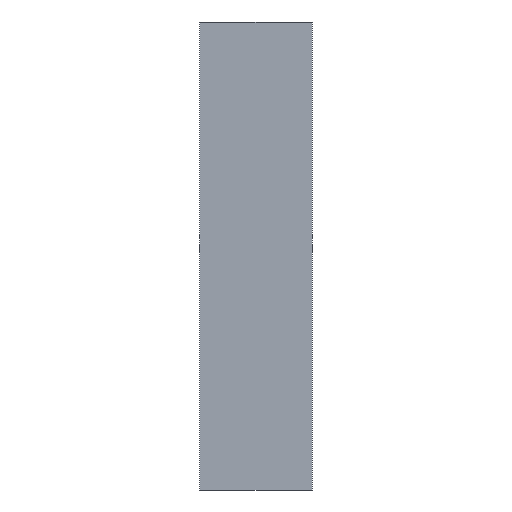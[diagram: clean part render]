
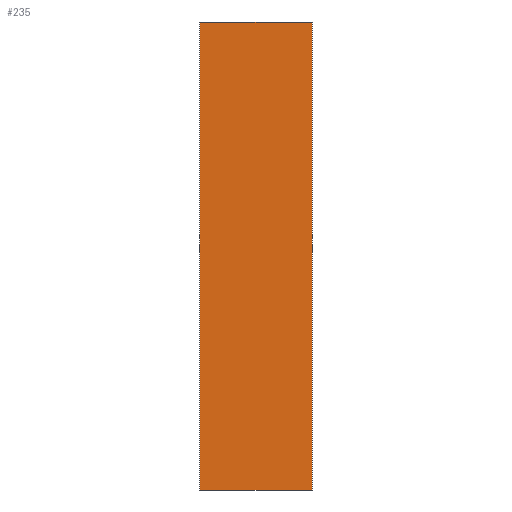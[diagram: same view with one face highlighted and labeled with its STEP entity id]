
A CAD part, front view. The second image highlights one B-rep face of the part: STEP entity #235.
In plain terms, the highlighted planar face has unit normal (0, -1, 0).
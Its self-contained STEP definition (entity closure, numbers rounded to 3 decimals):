
#2 = DIRECTION ( 'NONE',  ( 0., 0., -1. ) ) ;
#3 = DIRECTION ( 'NONE',  ( 0., -1., 0. ) ) ;
#8 = PLANE ( 'NONE',  #115 ) ;
#13 = CARTESIAN_POINT ( 'NONE',  ( 0., 0., -270. ) ) ;
#23 = DIRECTION ( 'NONE',  ( -1., 0., 0. ) ) ;
#24 = CARTESIAN_POINT ( 'NONE',  ( 0., 0., -270. ) ) ;
#27 = DIRECTION ( 'NONE',  ( 1., 0., 0. ) ) ;
#28 = CARTESIAN_POINT ( 'NONE',  ( 0., 0., 0. ) ) ;
#32 = DIRECTION ( 'NONE',  ( 0., 0., -1. ) ) ;
#33 = CARTESIAN_POINT ( 'NONE',  ( 65., 0., 0. ) ) ;
#38 = DIRECTION ( 'NONE',  ( 0., 0., 1. ) ) ;
#41 = CARTESIAN_POINT ( 'NONE',  ( 0., 0., 0. ) ) ;
#45 = CARTESIAN_POINT ( 'NONE',  ( 65., 0., -270. ) ) ;
#47 = VERTEX_POINT ( 'NONE', #45 ) ;
#50 = VERTEX_POINT ( 'NONE', #55 ) ;
#51 = CARTESIAN_POINT ( 'NONE',  ( 0., 0., 0. ) ) ;
#52 = VERTEX_POINT ( 'NONE', #51 ) ;
#55 = CARTESIAN_POINT ( 'NONE',  ( 65., 0., 0. ) ) ;
#57 = VERTEX_POINT ( 'NONE', #78 ) ;
#78 = CARTESIAN_POINT ( 'NONE',  ( 0., 0., -270. ) ) ;
#115 = AXIS2_PLACEMENT_3D ( 'NONE', #13, #3, #2 ) ;
#118 = EDGE_CURVE ( 'NONE', #57, #52, #149, .T. ) ;
#124 = EDGE_CURVE ( 'NONE', #50, #47, #210, .T. ) ;
#126 = EDGE_CURVE ( 'NONE', #52, #50, #206, .T. ) ;
#128 = EDGE_CURVE ( 'NONE', #47, #57, #202, .T. ) ;
#135 = ORIENTED_EDGE ( 'NONE', *, *, #124, .F. ) ;
#141 = ORIENTED_EDGE ( 'NONE', *, *, #118, .F. ) ;
#142 = ORIENTED_EDGE ( 'NONE', *, *, #126, .F. ) ;
#149 = LINE ( 'NONE', #41, #216 ) ;
#155 = ORIENTED_EDGE ( 'NONE', *, *, #128, .F. ) ;
#156 = EDGE_LOOP ( 'NONE', ( #141, #155, #135, #142 ) ) ;
#195 = FACE_OUTER_BOUND ( 'NONE', #156, .T. ) ;
#201 = VECTOR ( 'NONE', #23, 1000. ) ;
#202 = LINE ( 'NONE', #24, #201 ) ;
#205 = VECTOR ( 'NONE', #27, 1000. ) ;
#206 = LINE ( 'NONE', #28, #205 ) ;
#209 = VECTOR ( 'NONE', #32, 1000. ) ;
#210 = LINE ( 'NONE', #33, #209 ) ;
#216 = VECTOR ( 'NONE', #38, 1000. ) ;
#235 = ADVANCED_FACE ( 'NONE', ( #195 ), #8, .T. ) ;
